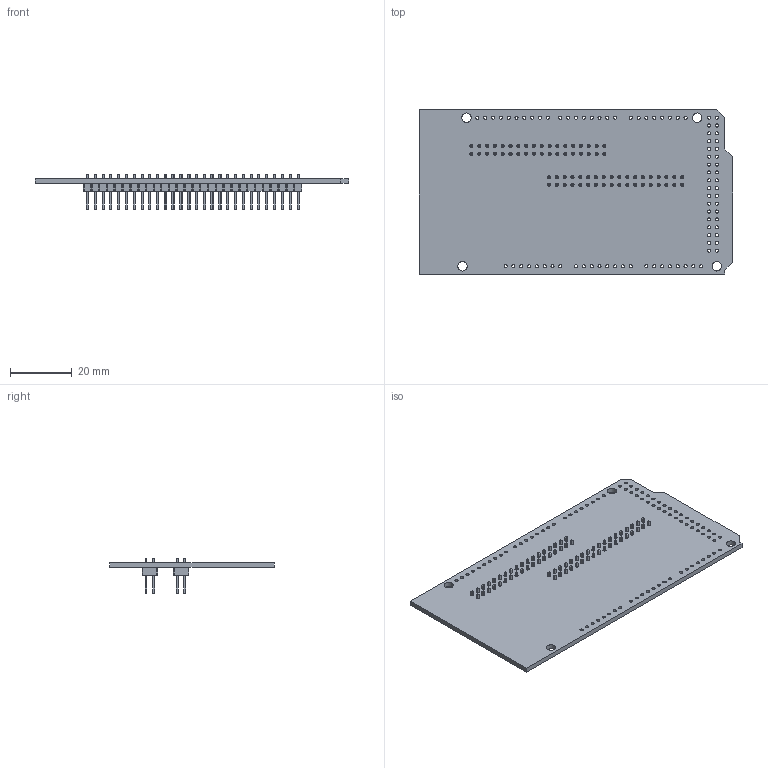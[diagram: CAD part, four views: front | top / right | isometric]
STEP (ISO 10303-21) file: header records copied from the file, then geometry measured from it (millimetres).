
FILE_DESCRIPTION(('FreeCAD Model'),'2;1');
FILE_NAME('UFC Controller Interface.step', '2019-11-06T08:10:16',('Author'),(''), 'Open CASCADE STEP processor 7.3','FreeCAD','Unknown');
FILE_SCHEMA(('AUTOMOTIVE_DESIGN { 1 0 10303 214 1 1 1 1 }'));
Length unit declared in the file: millimetre
Products named in the file (9): UFC_Controller_Interface; Board_Geoms; Local_CS; Pcb; Open CASCADE STEP translator 7.3 1.1.2.1; Step_Models; Bot; P14_PinHeader_2x18_P254mm_Vertical_5DBBCDBC; P15_PinHeader_2x18_P254mm_Vertical_5DBBD61E
Assembly tree (8 placements, depth 4):
  UFC_Controller_Interface
    Board_Geoms
      Local_CS
      Pcb
        Open CASCADE STEP translator 7.3 1.1.2.1
    Step_Models
      Bot
        P14_PinHeader_2x18_P254mm_Vertical_5DBBCDBC
        P15_PinHeader_2x18_P254mm_Vertical_5DBBD61E
Bounding box: 101.6 x 53.34 x 11.54 mm (x, y, z)
Volume: 9779.5 mm3; surface area: 14875.9 mm2
Topology: 3 solids, 3 shells, 1693 faces, 4053 edges, 2510 vertices
Faces by surface type: plane 1531, cylinder 162
Full cylindrical faces by diameter (mm): 1 x72, 1.016 x86, 3.048 x4
Entity records: 59018 total; most frequent: CARTESIAN_POINT 8265, ORIENTED_EDGE 8106, DIRECTION 7781, EDGE_CURVE 4053, LINE 3729, VECTOR 3729, VERTEX_POINT 2510, FACE_BOUND 2161
